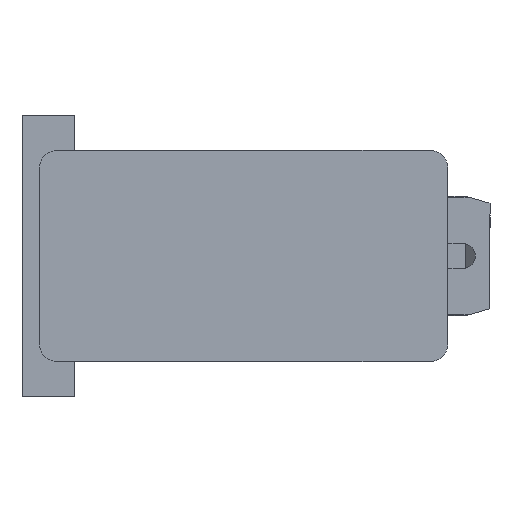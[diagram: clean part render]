
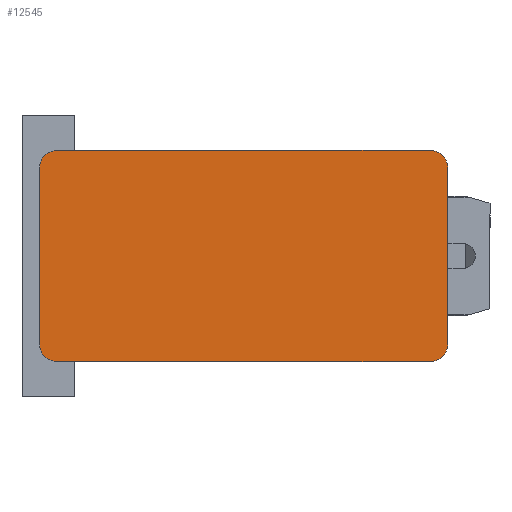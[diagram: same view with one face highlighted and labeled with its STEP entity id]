
A CAD part, front view. The second image highlights one B-rep face of the part: STEP entity #12545.
In plain terms, the highlighted face is planar.
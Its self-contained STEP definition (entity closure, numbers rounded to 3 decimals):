
#223 = DIRECTION ( 'NONE',  ( 0., 1., 0. ) ) ;
#255 = DIRECTION ( 'NONE',  ( -1., 0., 0. ) ) ;
#303 = VECTOR ( 'NONE', #18148, 1000. ) ;
#329 = VECTOR ( 'NONE', #5404, 1000. ) ;
#763 = VECTOR ( 'NONE', #11633, 1000. ) ;
#883 = AXIS2_PLACEMENT_3D ( 'NONE', #16968, #9737, #25128 ) ;
#900 = VERTEX_POINT ( 'NONE', #1086 ) ;
#1043 = LINE ( 'NONE', #8103, #23882 ) ;
#1086 = CARTESIAN_POINT ( 'NONE',  ( -25., 26., -56. ) ) ;
#1511 = CARTESIAN_POINT ( 'NONE',  ( 25., -90., -56. ) ) ;
#1919 = DIRECTION ( 'NONE',  ( -1., 0., 0. ) ) ;
#2352 = AXIS2_PLACEMENT_3D ( 'NONE', #9922, #17646, #255 ) ;
#2587 = EDGE_CURVE ( 'NONE', #21635, #17698, #23024, .T. ) ;
#2599 = CARTESIAN_POINT ( 'NONE',  ( 30., 21., -56. ) ) ;
#3305 = CARTESIAN_POINT ( 'NONE',  ( 30., -85., -56. ) ) ;
#3310 = EDGE_CURVE ( 'NONE', #12167, #18188, #1043, .T. ) ;
#3593 = VERTEX_POINT ( 'NONE', #11510 ) ;
#3673 = PLANE ( 'NONE',  #883 ) ;
#3856 = EDGE_CURVE ( 'NONE', #18188, #900, #19866, .T. ) ;
#4278 = EDGE_CURVE ( 'NONE', #17698, #13345, #17438, .T. ) ;
#5404 = DIRECTION ( 'NONE',  ( -1., 0., 0. ) ) ;
#6009 = FACE_OUTER_BOUND ( 'NONE', #20097, .T. ) ;
#6371 = DIRECTION ( 'NONE',  ( 0., 0., -1. ) ) ;
#6445 = CARTESIAN_POINT ( 'NONE',  ( -25., -90., -56. ) ) ;
#7609 = CARTESIAN_POINT ( 'NONE',  ( 25., -90., -56. ) ) ;
#7727 = ORIENTED_EDGE ( 'NONE', *, *, #17107, .T. ) ;
#8103 = CARTESIAN_POINT ( 'NONE',  ( -30., -85., -56. ) ) ;
#9737 = DIRECTION ( 'NONE',  ( 0., 0., -1. ) ) ;
#9922 = CARTESIAN_POINT ( 'NONE',  ( 25., 21., -56. ) ) ;
#10180 = EDGE_CURVE ( 'NONE', #900, #3593, #12557, .T. ) ;
#10994 = CIRCLE ( 'NONE', #2352, 5. ) ;
#11120 = EDGE_CURVE ( 'NONE', #3593, #21635, #10994, .T. ) ;
#11510 = CARTESIAN_POINT ( 'NONE',  ( 25., 26., -56. ) ) ;
#11633 = DIRECTION ( 'NONE',  ( 0., -1., 0. ) ) ;
#12167 = VERTEX_POINT ( 'NONE', #21422 ) ;
#12545 = ADVANCED_FACE ( 'NONE', ( #6009 ), #3673, .T. ) ;
#12557 = LINE ( 'NONE', #21735, #303 ) ;
#13166 = ORIENTED_EDGE ( 'NONE', *, *, #11120, .T. ) ;
#13345 = VERTEX_POINT ( 'NONE', #7609 ) ;
#13390 = EDGE_CURVE ( 'NONE', #14959, #12167, #22569, .T. ) ;
#13834 = CARTESIAN_POINT ( 'NONE',  ( -25., -85., -56. ) ) ;
#14812 = AXIS2_PLACEMENT_3D ( 'NONE', #20117, #6371, #20034 ) ;
#14959 = VERTEX_POINT ( 'NONE', #6445 ) ;
#15288 = ORIENTED_EDGE ( 'NONE', *, *, #10180, .T. ) ;
#16213 = ORIENTED_EDGE ( 'NONE', *, *, #3310, .T. ) ;
#16968 = CARTESIAN_POINT ( 'NONE',  ( -25., -85., -56. ) ) ;
#17088 = ORIENTED_EDGE ( 'NONE', *, *, #13390, .T. ) ;
#17107 = EDGE_CURVE ( 'NONE', #13345, #14959, #24722, .T. ) ;
#17353 = DIRECTION ( 'NONE',  ( 0., 0., -1. ) ) ;
#17438 = CIRCLE ( 'NONE', #22639, 5. ) ;
#17520 = DIRECTION ( 'NONE',  ( -1., 0., 0. ) ) ;
#17646 = DIRECTION ( 'NONE',  ( 0., 0., -1. ) ) ;
#17698 = VERTEX_POINT ( 'NONE', #3305 ) ;
#18148 = DIRECTION ( 'NONE',  ( 1., 0., 0. ) ) ;
#18188 = VERTEX_POINT ( 'NONE', #24314 ) ;
#18423 = ORIENTED_EDGE ( 'NONE', *, *, #3856, .T. ) ;
#19219 = CARTESIAN_POINT ( 'NONE',  ( 25., -85., -56. ) ) ;
#19866 = CIRCLE ( 'NONE', #14812, 5. ) ;
#20034 = DIRECTION ( 'NONE',  ( -1., 0., 0. ) ) ;
#20097 = EDGE_LOOP ( 'NONE', ( #17088, #16213, #18423, #15288, #13166, #25268, #24863, #7727 ) ) ;
#20117 = CARTESIAN_POINT ( 'NONE',  ( -25., 21., -56. ) ) ;
#21422 = CARTESIAN_POINT ( 'NONE',  ( -30., -85., -56. ) ) ;
#21635 = VERTEX_POINT ( 'NONE', #2599 ) ;
#21735 = CARTESIAN_POINT ( 'NONE',  ( -25., 26., -56. ) ) ;
#22569 = CIRCLE ( 'NONE', #25045, 5. ) ;
#22639 = AXIS2_PLACEMENT_3D ( 'NONE', #19219, #17353, #17520 ) ;
#23024 = LINE ( 'NONE', #23289, #763 ) ;
#23289 = CARTESIAN_POINT ( 'NONE',  ( 30., 21., -56. ) ) ;
#23438 = DIRECTION ( 'NONE',  ( 0., 0., -1. ) ) ;
#23882 = VECTOR ( 'NONE', #223, 1000. ) ;
#24314 = CARTESIAN_POINT ( 'NONE',  ( -30., 21., -56. ) ) ;
#24722 = LINE ( 'NONE', #1511, #329 ) ;
#24863 = ORIENTED_EDGE ( 'NONE', *, *, #4278, .T. ) ;
#25045 = AXIS2_PLACEMENT_3D ( 'NONE', #13834, #23438, #1919 ) ;
#25128 = DIRECTION ( 'NONE',  ( -1., 0., 0. ) ) ;
#25268 = ORIENTED_EDGE ( 'NONE', *, *, #2587, .T. ) ;
